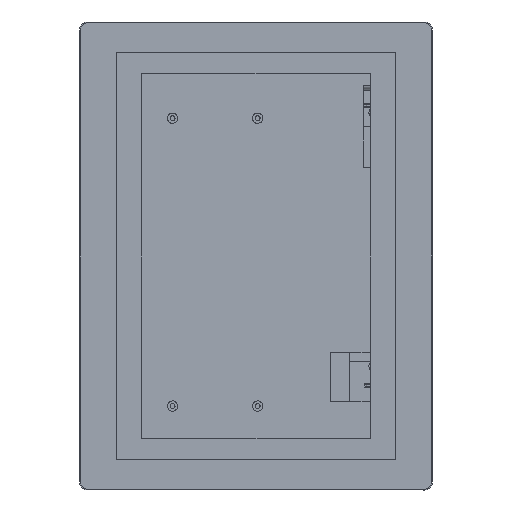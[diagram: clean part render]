
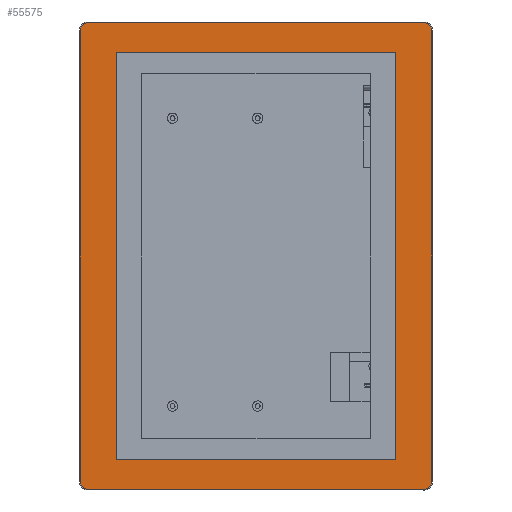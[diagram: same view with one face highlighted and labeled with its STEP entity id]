
A CAD part, front view. The second image highlights one B-rep face of the part: STEP entity #55575.
In plain terms, the highlighted face is planar.
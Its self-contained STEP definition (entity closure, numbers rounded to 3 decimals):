
#1223=FACE_BOUND('',#9064,.T.);
#3253=PLANE('',#59844);
#5991=FACE_OUTER_BOUND('',#9063,.T.);
#9063=EDGE_LOOP('',(#50417,#50418,#50419,#50420,#50421,#50422,#50423,#50424));
#9064=EDGE_LOOP('',(#50425,#50426,#50427,#50428));
#15182=LINE('',#95600,#21333);
#15186=LINE('',#95608,#21337);
#15189=LINE('',#95614,#21340);
#15192=LINE('',#95619,#21343);
#15205=LINE('',#95651,#21356);
#15208=LINE('',#95657,#21359);
#15209=LINE('',#95661,#21360);
#15210=LINE('',#95665,#21361);
#21333=VECTOR('',#73256,10.);
#21337=VECTOR('',#73262,10.);
#21340=VECTOR('',#73267,10.);
#21343=VECTOR('',#73272,10.);
#21356=VECTOR('',#73299,10.);
#21359=VECTOR('',#73304,10.);
#21360=VECTOR('',#73307,10.);
#21361=VECTOR('',#73310,10.);
#22965=CIRCLE('',#59842,5.);
#22966=CIRCLE('',#59845,5.);
#22967=CIRCLE('',#59846,5.);
#22968=CIRCLE('',#59847,5.);
#27788=VERTEX_POINT('',#95598);
#27789=VERTEX_POINT('',#95599);
#27792=VERTEX_POINT('',#95607);
#27794=VERTEX_POINT('',#95613);
#27805=VERTEX_POINT('',#95644);
#27806=VERTEX_POINT('',#95646);
#27807=VERTEX_POINT('',#95650);
#27809=VERTEX_POINT('',#95656);
#27810=VERTEX_POINT('',#95658);
#27811=VERTEX_POINT('',#95660);
#27812=VERTEX_POINT('',#95662);
#27813=VERTEX_POINT('',#95664);
#35408=EDGE_CURVE('',#27788,#27789,#15182,.T.);
#35412=EDGE_CURVE('',#27792,#27788,#15186,.T.);
#35415=EDGE_CURVE('',#27794,#27792,#15189,.T.);
#35418=EDGE_CURVE('',#27789,#27794,#15192,.T.);
#35431=EDGE_CURVE('',#27805,#27806,#22965,.T.);
#35433=EDGE_CURVE('',#27806,#27807,#15205,.T.);
#35436=EDGE_CURVE('',#27809,#27805,#15208,.T.);
#35437=EDGE_CURVE('',#27810,#27809,#22966,.T.);
#35438=EDGE_CURVE('',#27811,#27810,#15209,.T.);
#35439=EDGE_CURVE('',#27812,#27811,#22967,.T.);
#35440=EDGE_CURVE('',#27813,#27812,#15210,.T.);
#35441=EDGE_CURVE('',#27807,#27813,#22968,.T.);
#50417=ORIENTED_EDGE('',*,*,#35431,.F.);
#50418=ORIENTED_EDGE('',*,*,#35436,.F.);
#50419=ORIENTED_EDGE('',*,*,#35437,.F.);
#50420=ORIENTED_EDGE('',*,*,#35438,.F.);
#50421=ORIENTED_EDGE('',*,*,#35439,.F.);
#50422=ORIENTED_EDGE('',*,*,#35440,.F.);
#50423=ORIENTED_EDGE('',*,*,#35441,.F.);
#50424=ORIENTED_EDGE('',*,*,#35433,.F.);
#50425=ORIENTED_EDGE('',*,*,#35408,.T.);
#50426=ORIENTED_EDGE('',*,*,#35418,.T.);
#50427=ORIENTED_EDGE('',*,*,#35415,.T.);
#50428=ORIENTED_EDGE('',*,*,#35412,.T.);
#55575=ADVANCED_FACE('',(#5991,#1223),#3253,.F.);
#59842=AXIS2_PLACEMENT_3D('',#95647,#73294,#73295);
#59844=AXIS2_PLACEMENT_3D('',#95655,#73302,#73303);
#59845=AXIS2_PLACEMENT_3D('',#95659,#73305,#73306);
#59846=AXIS2_PLACEMENT_3D('',#95663,#73308,#73309);
#59847=AXIS2_PLACEMENT_3D('',#95666,#73311,#73312);
#73256=DIRECTION('',(0.,-1.,0.));
#73262=DIRECTION('',(-1.,0.,0.));
#73267=DIRECTION('',(0.,1.,0.));
#73272=DIRECTION('',(1.,0.,0.));
#73294=DIRECTION('center_axis',(0.,0.,1.));
#73295=DIRECTION('ref_axis',(-0.707,-0.707,0.));
#73299=DIRECTION('',(1.,0.,0.));
#73302=DIRECTION('center_axis',(0.,0.,1.));
#73303=DIRECTION('ref_axis',(1.,0.,0.));
#73304=DIRECTION('',(0.,-1.,0.));
#73305=DIRECTION('center_axis',(0.,0.,1.));
#73306=DIRECTION('ref_axis',(-0.707,0.707,0.));
#73307=DIRECTION('',(-1.,0.,0.));
#73308=DIRECTION('center_axis',(0.,0.,1.));
#73309=DIRECTION('ref_axis',(0.707,0.707,0.));
#73310=DIRECTION('',(0.,1.,0.));
#73311=DIRECTION('center_axis',(0.,0.,1.));
#73312=DIRECTION('ref_axis',(0.707,-0.707,0.));
#95598=CARTESIAN_POINT('',(-124.55,85.4,0.));
#95599=CARTESIAN_POINT('',(-124.55,-85.4,0.));
#95600=CARTESIAN_POINT('',(-124.55,42.7,0.));
#95607=CARTESIAN_POINT('',(124.55,85.4,0.));
#95608=CARTESIAN_POINT('',(62.275,85.4,0.));
#95613=CARTESIAN_POINT('',(124.55,-85.4,0.));
#95614=CARTESIAN_POINT('',(124.55,-42.7,0.));
#95619=CARTESIAN_POINT('',(-62.275,-85.4,0.));
#95644=CARTESIAN_POINT('',(-142.55,-102.4,0.));
#95646=CARTESIAN_POINT('',(-137.55,-107.4,0.));
#95647=CARTESIAN_POINT('Origin',(-137.55,-102.4,0.));
#95650=CARTESIAN_POINT('',(137.55,-107.4,0.));
#95651=CARTESIAN_POINT('',(-142.55,-107.4,0.));
#95655=CARTESIAN_POINT('Origin',(0.,0.,0.));
#95656=CARTESIAN_POINT('',(-142.55,102.4,0.));
#95657=CARTESIAN_POINT('',(-142.55,107.4,0.));
#95658=CARTESIAN_POINT('',(-137.55,107.4,0.));
#95659=CARTESIAN_POINT('Origin',(-137.55,102.4,0.));
#95660=CARTESIAN_POINT('',(137.55,107.4,0.));
#95661=CARTESIAN_POINT('',(142.55,107.4,0.));
#95662=CARTESIAN_POINT('',(142.55,102.4,0.));
#95663=CARTESIAN_POINT('Origin',(137.55,102.4,0.));
#95664=CARTESIAN_POINT('',(142.55,-102.4,0.));
#95665=CARTESIAN_POINT('',(142.55,-107.4,0.));
#95666=CARTESIAN_POINT('Origin',(137.55,-102.4,0.));
